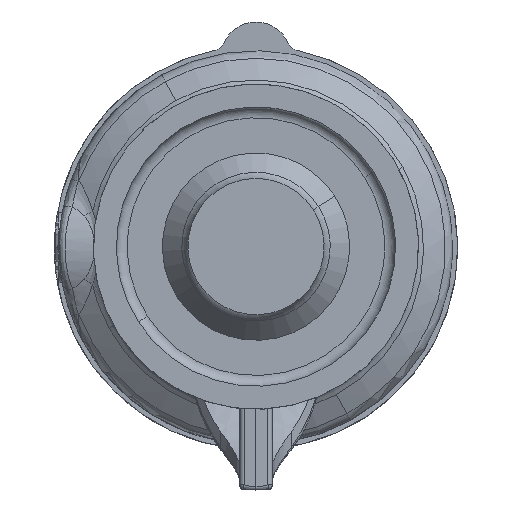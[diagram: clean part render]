
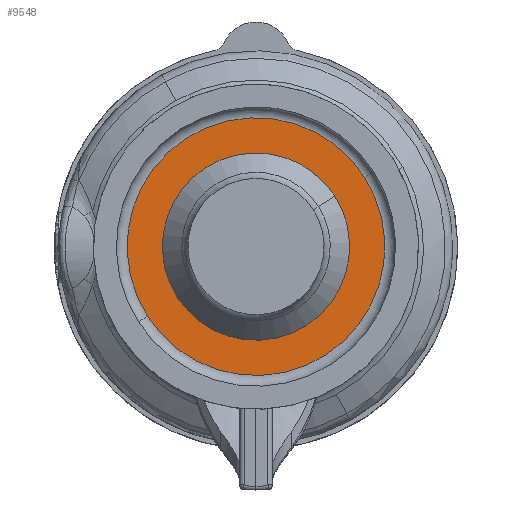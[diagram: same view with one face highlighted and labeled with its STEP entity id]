
A CAD part, top view. The second image highlights one B-rep face of the part: STEP entity #9548.
In plain terms, the highlighted planar face has unit normal (0, 0, 1).
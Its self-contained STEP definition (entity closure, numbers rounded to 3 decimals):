
#2478=CARTESIAN_POINT('',(0.,0.,117.782));
#2479=DIRECTION('',(0.,0.,-1.));
#2480=DIRECTION('',(-0.842,-0.539,0.));
#2481=AXIS2_PLACEMENT_3D('',#2478,#2479,#2480);
#2483=CARTESIAN_POINT('',(0.,0.,117.782));
#2484=DIRECTION('',(0.,0.,1.));
#2485=DIRECTION('',(-0.842,-0.539,0.));
#2486=AXIS2_PLACEMENT_3D('',#2483,#2484,#2485);
#2498=CARTESIAN_POINT('',(0.,0.,117.782));
#2499=DIRECTION('',(0.,0.,-1.));
#2500=DIRECTION('',(0.842,0.539,0.));
#2501=AXIS2_PLACEMENT_3D('',#2498,#2499,#2500);
#2507=CARTESIAN_POINT('',(0.,0.,117.782));
#2508=DIRECTION('',(0.,0.,-1.));
#2509=DIRECTION('',(-0.842,-0.539,0.));
#2510=AXIS2_PLACEMENT_3D('',#2507,#2508,#2509);
#4885=CARTESIAN_POINT('',(-20.125,-12.876,
117.782));
#4886=CARTESIAN_POINT('',(20.125,12.876,117.782));
#4887=VERTEX_POINT('',#4885);
#4888=VERTEX_POINT('',#4886);
#4959=CARTESIAN_POINT('',(14.621,9.355,117.782));
#4960=CARTESIAN_POINT('',(-14.621,-9.355,
117.782));
#4961=VERTEX_POINT('',#4959);
#4962=VERTEX_POINT('',#4960);
#9532=CARTESIAN_POINT('',(-17.316,-1.2,
117.782));
#9533=DIRECTION('',(0.,0.,1.));
#9534=DIRECTION('',(0.998,0.069,0.));
#9535=AXIS2_PLACEMENT_3D('',#9532,#9533,#9534);
#9536=PLANE('',#9535);
#9537=ORIENTED_EDGE('',*,*,#9522,.T.);
#9539=ORIENTED_EDGE('',*,*,#9538,.F.);
#9540=EDGE_LOOP('',(#9537,#9539));
#9541=FACE_OUTER_BOUND('',#9540,.F.);
#9543=ORIENTED_EDGE('',*,*,#9542,.F.);
#9545=ORIENTED_EDGE('',*,*,#9544,.F.);
#9546=EDGE_LOOP('',(#9543,#9545));
#9547=FACE_BOUND('',#9546,.F.);
#9548=ADVANCED_FACE('',(#9541,#9547),#9536,.T.);
#2482=CIRCLE('',#2481,23.891);
#2487=CIRCLE('',#2486,23.891);
#2502=CIRCLE('',#2501,17.357);
#2511=CIRCLE('',#2510,17.357);
#9522=EDGE_CURVE('',#4887,#4888,#2482,.T.);
#9538=EDGE_CURVE('',#4887,#4888,#2487,.T.);
#9542=EDGE_CURVE('',#4961,#4962,#2502,.T.);
#9544=EDGE_CURVE('',#4962,#4961,#2511,.T.);
